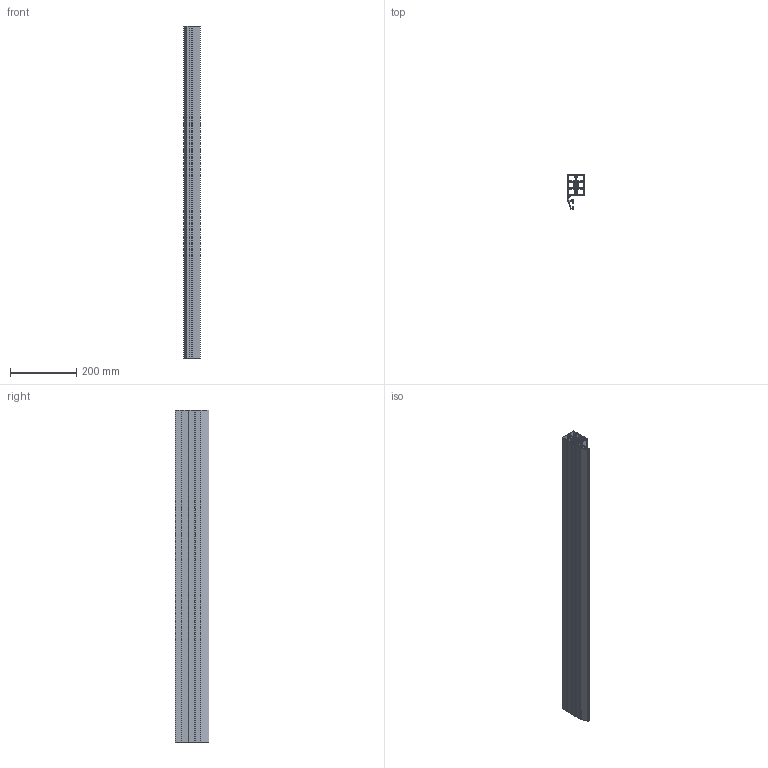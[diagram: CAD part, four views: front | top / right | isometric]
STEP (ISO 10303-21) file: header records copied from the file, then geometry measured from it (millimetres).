
FILE_DESCRIPTION (( 'STEP AP214' ), '1' );
FILE_NAME ('AL_RP6004-1000.STEP', '2024-03-22T10:46:06', ( '' ), ( '' ), 'SwSTEP 2.0', 'SolidWorks 2019', '' );
FILE_SCHEMA (( 'AUTOMOTIVE_DESIGN' ));
Length unit declared in the file: millimetre
Products named in the file (1): AL_RP6004-1000
Bounding box: 50 x 102 x 1000 mm (x, y, z)
Volume: 1142040.7 mm3; surface area: 1477151.9 mm2
Topology: 5 solids, 5 shells, 539 faces, 1587 edges, 1058 vertices
Faces by surface type: cylinder 308, plane 231
Entity records: 18271 total; most frequent: DIRECTION 3283, CARTESIAN_POINT 3185, ORIENTED_EDGE 3174, EDGE_CURVE 1587, AXIS2_PLACEMENT_3D 1156, VERTEX_POINT 1058, VECTOR 971, LINE 971
